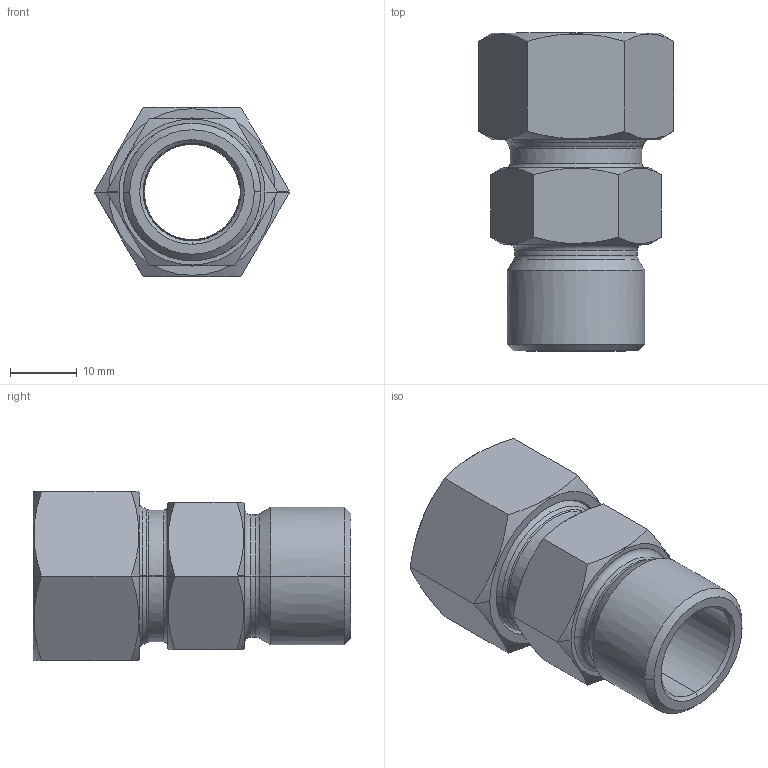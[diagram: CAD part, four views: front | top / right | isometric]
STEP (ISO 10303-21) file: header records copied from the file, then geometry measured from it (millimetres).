
FILE_DESCRIPTION((''),'2;1');
FILE_NAME('S20F14T03_ASM','2022-02-17T',('BissonC'),(''),'CREO PARAMETRIC BY PTC INC, 2015080','CREO PARAMETRIC BY PTC INC, 2015080','');
FILE_SCHEMA(('CONFIG_CONTROL_DESIGN'));
Length unit declared in the file: millimetre
Products named in the file (4): CS20F14-003-001; CS20F14-009-001; CS20F14-006-001; S20F14T03_ASM
Assembly tree (3 placements, depth 2):
  S20F14T03_ASM
    CS20F14-003-001
    CS20F14-009-001
    CS20F14-006-001
Bounding box: 29.33 x 47.69 x 25.4 mm (x, y, z)
Surface area: 10833.2 mm2 (no closed solid volume)
Topology: 0 solids, 0 shells, 82 faces, 360 edges, 360 vertices
Faces by surface type: bspline 74, torus 8
Entity records: 11075 total; most frequent: CARTESIAN_POINT 7712, DIRECTION 540, TRIMMED_CURVE 414, DEFINITIONAL_REPRESENTATION 360, PCURVE 360, COMPOSITE_CURVE_SEGMENT 360, VECTOR 318, LINE 318
